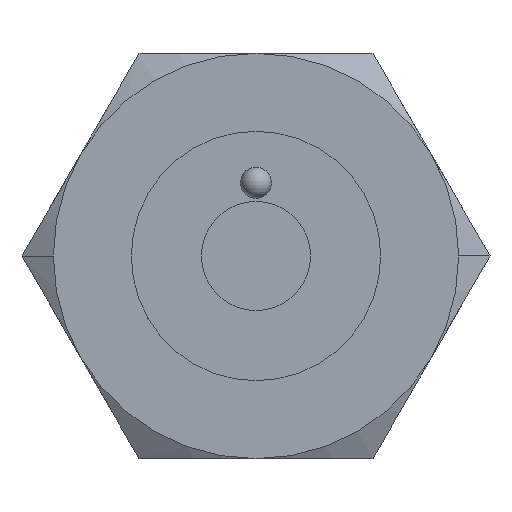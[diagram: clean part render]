
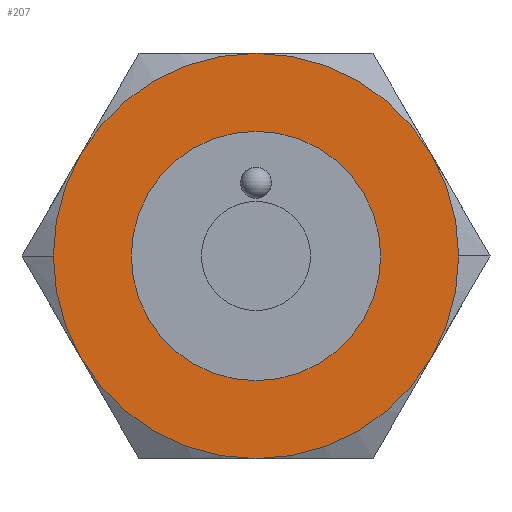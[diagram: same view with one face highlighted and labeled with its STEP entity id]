
A CAD part, front view. The second image highlights one B-rep face of the part: STEP entity #207.
In plain terms, the highlighted planar face has unit normal (0, -1, 0).
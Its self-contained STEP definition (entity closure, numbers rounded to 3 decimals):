
#207=ADVANCED_FACE('',(#321,#322),#323,.T.);
#321=FACE_OUTER_BOUND('',#474,.T.);
#322=FACE_BOUND('',#475,.T.);
#323=PLANE('',#476);
#474=EDGE_LOOP('',(#793,#794,#795,#796,#797,#798,#799,#800));
#475=EDGE_LOOP('',(#801,#802));
#476=AXIS2_PLACEMENT_3D('',#803,#804,#805);
#793=ORIENTED_EDGE('',*,*,#1141,.F.);
#794=ORIENTED_EDGE('',*,*,#1127,.F.);
#795=ORIENTED_EDGE('',*,*,#1130,.F.);
#796=ORIENTED_EDGE('',*,*,#1132,.F.);
#797=ORIENTED_EDGE('',*,*,#1125,.F.);
#798=ORIENTED_EDGE('',*,*,#1136,.F.);
#799=ORIENTED_EDGE('',*,*,#1139,.F.);
#800=ORIENTED_EDGE('',*,*,#1121,.F.);
#801=ORIENTED_EDGE('',*,*,#1161,.T.);
#802=ORIENTED_EDGE('',*,*,#1105,.T.);
#803=CARTESIAN_POINT('',(5.25,-11.0,0.0));
#804=DIRECTION('',(0.0,-1.0,0.0));
#805=DIRECTION('',(-1.0,0.0,0.0));
#1105=EDGE_CURVE('',#1279,#1276,#1280,.T.);
#1121=EDGE_CURVE('',#1306,#1309,#1310,.T.);
#1125=EDGE_CURVE('',#1315,#1313,#1317,.T.);
#1127=EDGE_CURVE('',#1319,#1321,#1322,.T.);
#1130=EDGE_CURVE('',#1325,#1319,#1327,.T.);
#1132=EDGE_CURVE('',#1313,#1325,#1329,.T.);
#1136=EDGE_CURVE('',#1333,#1315,#1335,.T.);
#1139=EDGE_CURVE('',#1309,#1333,#1339,.T.);
#1141=EDGE_CURVE('',#1321,#1306,#1341,.T.);
#1161=EDGE_CURVE('',#1276,#1279,#1369,.T.);
#1276=VERTEX_POINT('',#1528);
#1279=VERTEX_POINT('',#1532);
#1280=CIRCLE('',#1533,4.0);
#1306=VERTEX_POINT('',#1588);
#1309=VERTEX_POINT('',#1592);
#1310=CIRCLE('',#1593,6.5);
#1313=VERTEX_POINT('',#1607);
#1315=VERTEX_POINT('',#1610);
#1317=CIRCLE('',#1623,6.5);
#1319=VERTEX_POINT('',#1625);
#1321=VERTEX_POINT('',#1638);
#1322=CIRCLE('',#1639,6.5);
#1325=VERTEX_POINT('',#1653);
#1327=CIRCLE('',#1666,6.5);
#1329=CIRCLE('',#1679,6.5);
#1333=VERTEX_POINT('',#1705);
#1335=CIRCLE('',#1718,6.5);
#1339=CIRCLE('',#1744,6.5);
#1341=CIRCLE('',#1757,6.5);
#1369=CIRCLE('',#1895,4.0);
#1528=CARTESIAN_POINT('',(4.0,-11.0,0.0));
#1532=CARTESIAN_POINT('',(-4.0,-11.0,0.));
#1533=AXIS2_PLACEMENT_3D('',#2351,#2352,#2353);
#1588=CARTESIAN_POINT('',(6.5,-11.0,0.));
#1592=CARTESIAN_POINT('',(5.629,-11.0,-3.25));
#1593=AXIS2_PLACEMENT_3D('',#2377,#2378,#2379);
#1607=CARTESIAN_POINT('',(-6.5,-11.0,0.));
#1610=CARTESIAN_POINT('',(-5.629,-11.0,-3.25));
#1623=AXIS2_PLACEMENT_3D('',#2381,#2382,#2383);
#1625=CARTESIAN_POINT('',(0.,-11.0,6.5));
#1638=CARTESIAN_POINT('',(5.629,-11.0,3.25));
#1639=AXIS2_PLACEMENT_3D('',#2384,#2385,#2386);
#1653=CARTESIAN_POINT('',(-5.629,-11.0,3.25));
#1666=AXIS2_PLACEMENT_3D('',#2387,#2388,#2389);
#1679=AXIS2_PLACEMENT_3D('',#2390,#2391,#2392);
#1705=CARTESIAN_POINT('',(0.0,-11.0,-6.5));
#1718=AXIS2_PLACEMENT_3D('',#2393,#2394,#2395);
#1744=AXIS2_PLACEMENT_3D('',#2396,#2397,#2398);
#1757=AXIS2_PLACEMENT_3D('',#2399,#2400,#2401);
#1895=AXIS2_PLACEMENT_3D('',#2429,#2430,#2431);
#2351=CARTESIAN_POINT('',(0.0,-11.0,0.0));
#2352=DIRECTION('',(0.0,1.0,0.0));
#2353=DIRECTION('',(1.0,0.0,0.0));
#2377=CARTESIAN_POINT('',(0.0,-11.0,0.0));
#2378=DIRECTION('',(0.0,1.0,0.0));
#2379=DIRECTION('',(1.0,0.0,0.0));
#2381=CARTESIAN_POINT('',(0.0,-11.0,0.0));
#2382=DIRECTION('',(0.0,1.0,0.0));
#2383=DIRECTION('',(1.0,0.0,0.0));
#2384=CARTESIAN_POINT('',(0.0,-11.0,0.0));
#2385=DIRECTION('',(0.0,1.0,0.0));
#2386=DIRECTION('',(1.0,0.0,0.0));
#2387=CARTESIAN_POINT('',(0.0,-11.0,0.0));
#2388=DIRECTION('',(0.0,1.0,0.0));
#2389=DIRECTION('',(1.0,0.0,0.0));
#2390=CARTESIAN_POINT('',(0.0,-11.0,0.0));
#2391=DIRECTION('',(0.0,1.0,0.0));
#2392=DIRECTION('',(1.0,0.0,0.0));
#2393=CARTESIAN_POINT('',(0.0,-11.0,0.0));
#2394=DIRECTION('',(0.0,1.0,0.0));
#2395=DIRECTION('',(1.0,0.0,0.0));
#2396=CARTESIAN_POINT('',(0.0,-11.0,0.0));
#2397=DIRECTION('',(0.0,1.0,0.0));
#2398=DIRECTION('',(1.0,0.0,0.0));
#2399=CARTESIAN_POINT('',(0.0,-11.0,0.0));
#2400=DIRECTION('',(0.0,1.0,0.0));
#2401=DIRECTION('',(1.0,0.0,0.0));
#2429=CARTESIAN_POINT('',(0.0,-11.0,0.0));
#2430=DIRECTION('',(0.0,1.0,0.0));
#2431=DIRECTION('',(1.0,0.0,0.0));
